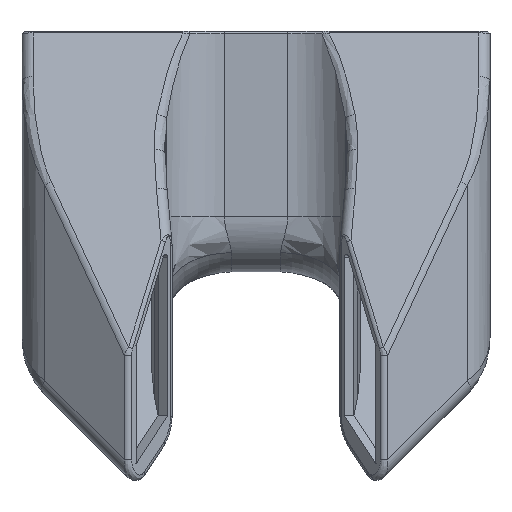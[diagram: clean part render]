
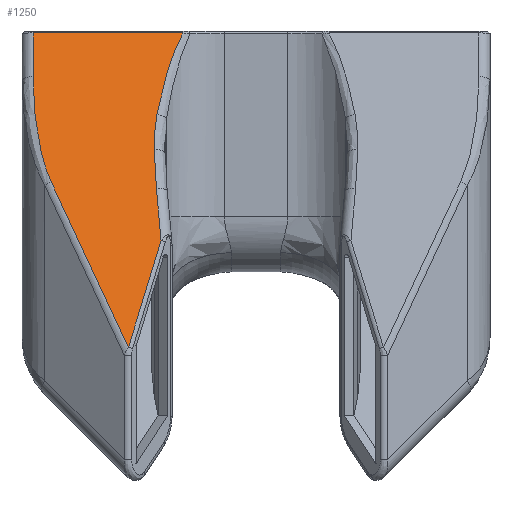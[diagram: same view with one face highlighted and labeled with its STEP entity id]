
A CAD part, front view. The second image highlights one B-rep face of the part: STEP entity #1250.
In plain terms, the highlighted planar face has unit normal (0, -0.947, 0.321).
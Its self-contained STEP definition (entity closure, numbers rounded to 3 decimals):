
#49 = LINE ( 'NONE', #8317, #4722 ) ;
#308 = LINE ( 'NONE', #8456, #8602 ) ;
#380 = DIRECTION ( 'NONE',  ( 0., 0.321, 0.947 ) ) ;
#418 = CARTESIAN_POINT ( 'NONE',  ( -9.262, 11.742, 27.888 ) ) ;
#427 = ORIENTED_EDGE ( 'NONE', *, *, #1311, .T. ) ;
#460 = EDGE_CURVE ( 'NONE', #2239, #6908, #9496, .T. ) ;
#516 = VERTEX_POINT ( 'NONE', #3582 ) ;
#616 = CARTESIAN_POINT ( 'NONE',  ( -8.425, 13.471, 32.989 ) ) ;
#635 = CARTESIAN_POINT ( 'NONE',  ( -8.62, 8.565, 18.516 ) ) ;
#658 = ORIENTED_EDGE ( 'NONE', *, *, #2587, .T. ) ;
#697 = LINE ( 'NONE', #9046, #2675 ) ;
#1112 = EDGE_LOOP ( 'NONE', ( #1500, #2541, #1478, #658, #2158, #427, #6169, #2251, #2712 ) ) ;
#1250 = ADVANCED_FACE ( 'NONE', ( #4838 ), #7844, .F. ) ;
#1307 = CARTESIAN_POINT ( 'NONE',  ( -8.992, 12.447, 29.968 ) ) ;
#1311 = EDGE_CURVE ( 'NONE', #8728, #1423, #4831, .T. ) ;
#1423 = VERTEX_POINT ( 'NONE', #9203 ) ;
#1478 = ORIENTED_EDGE ( 'NONE', *, *, #9206, .T. ) ;
#1500 = ORIENTED_EDGE ( 'NONE', *, *, #5459, .T. ) ;
#1708 = VECTOR ( 'NONE', #7361, 1000. ) ;
#1996 =( BOUNDED_CURVE ( )  B_SPLINE_CURVE ( 3, ( #4176, #418, #2844, #2793 ),
 .UNSPECIFIED., .F., .T. ) 
 B_SPLINE_CURVE_WITH_KNOTS ( ( 4, 4 ),
 ( 4.654, 5.219 ),
 .UNSPECIFIED. ) 
 CURVE ( )  GEOMETRIC_REPRESENTATION_ITEM ( )  RATIONAL_B_SPLINE_CURVE ( ( 1., 0.974, 0.974, 1. ) ) 
 REPRESENTATION_ITEM ( '' )  );
#2106 = CARTESIAN_POINT ( 'NONE',  ( -6.636, 14.954, 37.364 ) ) ;
#2158 = ORIENTED_EDGE ( 'NONE', *, *, #4577, .T. ) ;
#2184 = CARTESIAN_POINT ( 'NONE',  ( -11.58, 5.282, 8.832 ) ) ;
#2239 = VERTEX_POINT ( 'NONE', #7249 ) ;
#2251 = ORIENTED_EDGE ( 'NONE', *, *, #8704, .T. ) ;
#2255 = CARTESIAN_POINT ( 'NONE',  ( -18.597, 10.366, 23.828 ) ) ;
#2369 = CARTESIAN_POINT ( 'NONE',  ( -8.992, 12.447, 29.968 ) ) ;
#2541 = ORIENTED_EDGE ( 'NONE', *, *, #3537, .T. ) ;
#2587 = EDGE_CURVE ( 'NONE', #8605, #516, #5522, .T. ) ;
#2632 = CARTESIAN_POINT ( 'NONE',  ( -9.24, 11.361, 26.765 ) ) ;
#2675 = VECTOR ( 'NONE', #5175, 1000. ) ;
#2682 = CARTESIAN_POINT ( 'NONE',  ( -9.152, 10.553, 24.382 ) ) ;
#2712 = ORIENTED_EDGE ( 'NONE', *, *, #460, .T. ) ;
#2717 = LINE ( 'NONE', #6671, #1708 ) ;
#2793 = CARTESIAN_POINT ( 'NONE',  ( -8.992, 12.447, 29.968 ) ) ;
#2844 = CARTESIAN_POINT ( 'NONE',  ( -9.177, 12.113, 28.985 ) ) ;
#2946 = CARTESIAN_POINT ( 'NONE',  ( -7.623, 14.324, 35.506 ) ) ;
#3071 = DIRECTION ( 'NONE',  ( 0., -0.321, -0.947 ) ) ;
#3235 = DIRECTION ( 'NONE',  ( 0.278, 0.308, 0.91 ) ) ;
#3272 = CARTESIAN_POINT ( 'NONE',  ( -20.25, 14.954, 37.364 ) ) ;
#3537 = EDGE_CURVE ( 'NONE', #6353, #4161, #6837, .T. ) ;
#3582 = CARTESIAN_POINT ( 'NONE',  ( -9.24, 11.361, 26.765 ) ) ;
#3871 = VECTOR ( 'NONE', #3235, 1000. ) ;
#4137 = CARTESIAN_POINT ( 'NONE',  ( 21.25, 5., 8. ) ) ;
#4161 = VERTEX_POINT ( 'NONE', #635 ) ;
#4176 = CARTESIAN_POINT ( 'NONE',  ( -9.24, 11.361, 26.765 ) ) ;
#4577 = EDGE_CURVE ( 'NONE', #516, #8728, #1996, .T. ) ;
#4722 = VECTOR ( 'NONE', #3071, 1000. ) ;
#4819 = VERTEX_POINT ( 'NONE', #3272 ) ;
#4831 =( BOUNDED_CURVE ( )  B_SPLINE_CURVE ( 3, ( #1307, #616, #2946, #2106 ),
 .UNSPECIFIED., .F., .T. ) 
 B_SPLINE_CURVE_WITH_KNOTS ( ( 4, 4 ),
 ( 5.219, 5.715 ),
 .UNSPECIFIED. ) 
 CURVE ( )  GEOMETRIC_REPRESENTATION_ITEM ( )  RATIONAL_B_SPLINE_CURVE ( ( 1., 0.98, 0.98, 1. ) ) 
 REPRESENTATION_ITEM ( '' )  );
#4838 = FACE_OUTER_BOUND ( 'NONE', #1112, .T. ) ;
#4852 = CARTESIAN_POINT ( 'NONE',  ( -18.597, 10.366, 23.828 ) ) ;
#5175 = DIRECTION ( 'NONE',  ( -0.086, 0.32, 0.944 ) ) ;
#5246 = CARTESIAN_POINT ( 'NONE',  ( -20.25, 12.297, 29.527 ) ) ;
#5459 = EDGE_CURVE ( 'NONE', #6908, #6353, #308, .T. ) ;
#5522 =( BOUNDED_CURVE ( )  B_SPLINE_CURVE ( 3, ( #6399, #2682, #9400, #2632 ),
 .UNSPECIFIED., .F., .T. ) 
 B_SPLINE_CURVE_WITH_KNOTS ( ( 4, 4 ),
 ( 1.31, 1.513 ),
 .UNSPECIFIED. ) 
 CURVE ( )  GEOMETRIC_REPRESENTATION_ITEM ( )  RATIONAL_B_SPLINE_CURVE ( ( 1., 0.997, 0.997, 1. ) ) 
 REPRESENTATION_ITEM ( '' )  );
#6114 = CARTESIAN_POINT ( 'NONE',  ( -9.276, 7.837, 16.368 ) ) ;
#6169 = ORIENTED_EDGE ( 'NONE', *, *, #8901, .T. ) ;
#6353 = VERTEX_POINT ( 'NONE', #2184 ) ;
#6399 = CARTESIAN_POINT ( 'NONE',  ( -9.046, 10.16, 23.223 ) ) ;
#6671 = CARTESIAN_POINT ( 'NONE',  ( 21.25, 14.954, 37.364 ) ) ;
#6837 = LINE ( 'NONE', #6114, #3871 ) ;
#6908 = VERTEX_POINT ( 'NONE', #4852 ) ;
#6921 = DIRECTION ( 'NONE',  ( 0.405, -0.294, -0.866 ) ) ;
#7149 = DIRECTION ( 'NONE',  ( 0., 0.947, -0.321 ) ) ;
#7249 = CARTESIAN_POINT ( 'NONE',  ( -20.25, 13.605, 33.384 ) ) ;
#7361 = DIRECTION ( 'NONE',  ( -1., 0., 0. ) ) ;
#7844 = PLANE ( 'NONE',  #8893 ) ;
#8317 = CARTESIAN_POINT ( 'NONE',  ( -20.25, 14.552, 36.178 ) ) ;
#8456 = CARTESIAN_POINT ( 'NONE',  ( -5.866, 1.142, -3.38 ) ) ;
#8507 = CARTESIAN_POINT ( 'NONE',  ( -9.046, 10.16, 23.223 ) ) ;
#8602 = VECTOR ( 'NONE', #6921, 1000. ) ;
#8605 = VERTEX_POINT ( 'NONE', #8507 ) ;
#8704 = EDGE_CURVE ( 'NONE', #4819, #2239, #49, .T. ) ;
#8728 = VERTEX_POINT ( 'NONE', #2369 ) ;
#8758 = CARTESIAN_POINT ( 'NONE',  ( -20.25, 13.605, 33.384 ) ) ;
#8893 = AXIS2_PLACEMENT_3D ( 'NONE', #4137, #7149, #380 ) ;
#8901 = EDGE_CURVE ( 'NONE', #1423, #4819, #2717, .T. ) ;
#9030 = CARTESIAN_POINT ( 'NONE',  ( -19.656, 11.133, 26.091 ) ) ;
#9046 = CARTESIAN_POINT ( 'NONE',  ( -7.456, 4.209, 5.667 ) ) ;
#9203 = CARTESIAN_POINT ( 'NONE',  ( -6.636, 14.954, 37.364 ) ) ;
#9206 = EDGE_CURVE ( 'NONE', #4161, #8605, #697, .T. ) ;
#9400 = CARTESIAN_POINT ( 'NONE',  ( -9.216, 10.955, 25.567 ) ) ;
#9496 =( BOUNDED_CURVE ( )  B_SPLINE_CURVE ( 3, ( #8758, #5246, #9030, #2255 ),
 .UNSPECIFIED., .F., .T. ) 
 B_SPLINE_CURVE_WITH_KNOTS ( ( 4, 4 ),
 ( 1.571, 2.515 ),
 .UNSPECIFIED. ) 
 CURVE ( )  GEOMETRIC_REPRESENTATION_ITEM ( )  RATIONAL_B_SPLINE_CURVE ( ( 1., 0.927, 0.927, 1. ) ) 
 REPRESENTATION_ITEM ( '' )  );
